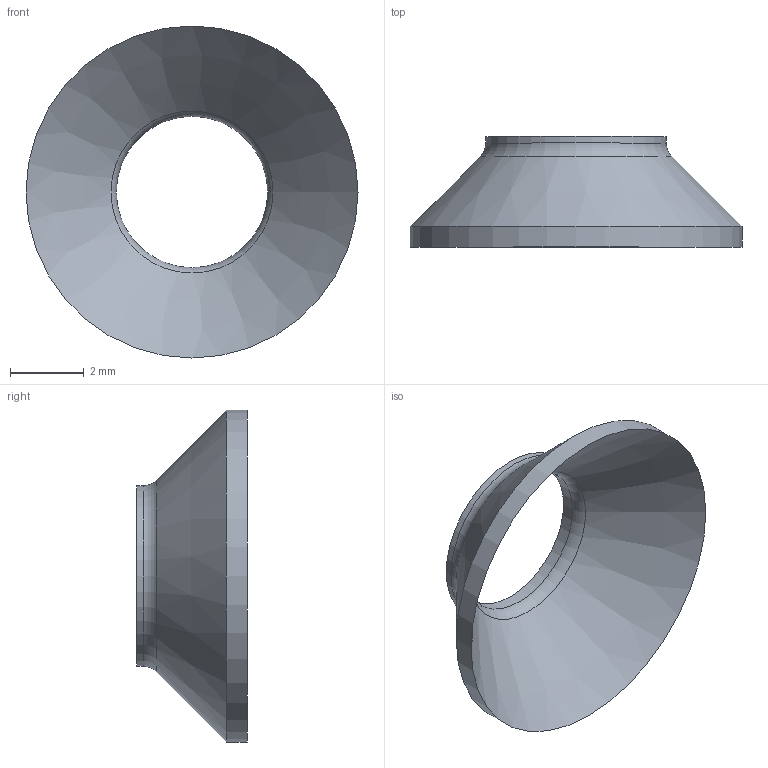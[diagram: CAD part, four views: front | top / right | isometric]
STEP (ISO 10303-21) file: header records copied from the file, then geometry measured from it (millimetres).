
FILE_DESCRIPTION((''),'2;1');
FILE_NAME('WEB011L4025.step','2012-07-12T06:34:54',(''),(''),'Autodesk Inventor 2012','Autodesk Inventor 2012','');
FILE_SCHEMA(('AUTOMOTIVE_DESIGN { 1 2 10303 214 0 1 1 1 }'));
Length unit declared in the file: millimetre
Products named in the file (1): WEB011L4025
Bounding box: 9 x 3 x 9 mm (x, y, z)
Volume: 29.6 mm3; surface area: 168.7 mm2
Topology: 1 solids, 1 shells, 8 faces, 15 edges, 8 vertices
Faces by surface type: cylinder 3, torus 2, cone 2, plane 1
Full cylindrical faces by diameter (mm): 4.1 x1, 4.9 x1, 9 x1
Entity records: 209 total; most frequent: DIRECTION 34, CARTESIAN_POINT 25, AXIS2_PLACEMENT_3D 17, ORIENTED_EDGE 16, EDGE_LOOP 16, STYLED_ITEM 9, VERTEX_POINT 8, CIRCLE 8
